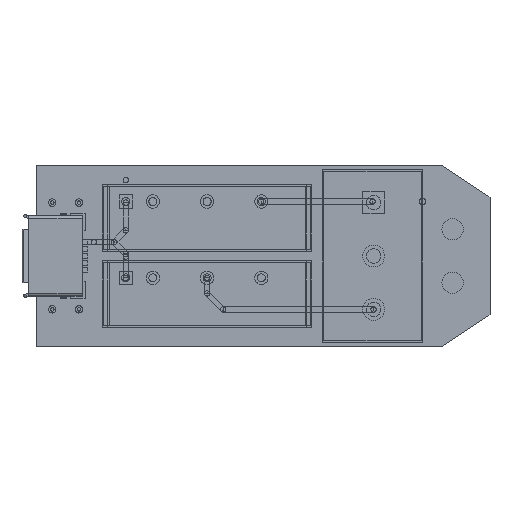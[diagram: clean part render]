
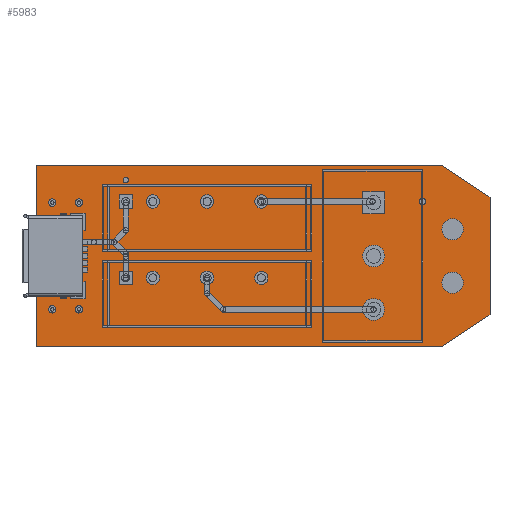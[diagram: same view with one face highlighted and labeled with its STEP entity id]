
A CAD part, top view. The second image highlights one B-rep face of the part: STEP entity #5983.
In plain terms, the highlighted planar face has unit normal (0, 0, 1).
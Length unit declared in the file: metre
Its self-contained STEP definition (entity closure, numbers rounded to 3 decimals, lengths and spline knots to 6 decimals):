
#4093 = EDGE_CURVE( '', #8108, #8109, #8110, .T. );
#4631 = EDGE_CURVE( '', #8955, #8108, #8956, .T. );
#5427 = EDGE_CURVE( '', #10042, #8955, #10085, .T. );
#5983 = ADVANCED_FACE( '', ( #10801 ), #10802, .T. );
#6099 = EDGE_CURVE( '', #8109, #10609, #10943, .T. );
#6255 = EDGE_CURVE( '', #11138, #10042, #11139, .T. );
#6597 = EDGE_CURVE( '', #10609, #11138, #11570, .T. );
#8108 = VERTEX_POINT( '', #12815 );
#8109 = VERTEX_POINT( '', #12816 );
#8110 = LINE( '', #12817, #12818 );
#8955 = VERTEX_POINT( '', #13949 );
#8956 = LINE( '', #13950, #13951 );
#10042 = VERTEX_POINT( '', #15481 );
#10085 = LINE( '', #15544, #15545 );
#10609 = VERTEX_POINT( '', #16294 );
#10801 = FACE_OUTER_BOUND( '', #16593, .T. );
#10802 = PLANE( '', #16594 );
#10943 = LINE( '', #16812, #16813 );
#11138 = VERTEX_POINT( '', #17092 );
#11139 = LINE( '', #17093, #17094 );
#11570 = LINE( '', #17712, #17713 );
#12815 = CARTESIAN_POINT( '', ( 0.0425, 0.003, -0.000035 ) );
#12816 = CARTESIAN_POINT( '', ( 0.038, 0., -0.000035 ) );
#12817 = CARTESIAN_POINT( '', ( 0.0425, 0.003, -0.000035 ) );
#12818 = VECTOR( '', #18866, 1. );
#13949 = CARTESIAN_POINT( '', ( 0.0425, 0.014, -0.000035 ) );
#13950 = CARTESIAN_POINT( '', ( 0.0425, 0.014, -0.000035 ) );
#13951 = VECTOR( '', #19899, 1. );
#15481 = CARTESIAN_POINT( '', ( 0.038, 0.017, -0.000035 ) );
#15544 = CARTESIAN_POINT( '', ( 0.038, 0.017, -0.000035 ) );
#15545 = VECTOR( '', #21300, 1. );
#16294 = CARTESIAN_POINT( '', ( 0., 0., -0.000035 ) );
#16593 = EDGE_LOOP( '', ( #22255, #22256, #22257, #22258, #22259, #22260 ) );
#16594 = AXIS2_PLACEMENT_3D( '', #22261, #22262, #22263 );
#16812 = CARTESIAN_POINT( '', ( 0.038, 0., -0.000035 ) );
#16813 = VECTOR( '', #22445, 1. );
#17092 = CARTESIAN_POINT( '', ( 0., 0.017, -0.000035 ) );
#17093 = CARTESIAN_POINT( '', ( 0., 0.017, -0.000035 ) );
#17094 = VECTOR( '', #22736, 1. );
#17712 = CARTESIAN_POINT( '', ( 0., 0., -0.000035 ) );
#17713 = VECTOR( '', #23369, 1. );
#18866 = DIRECTION( '', ( -0.832, -0.555, 0. ) );
#19899 = DIRECTION( '', ( 0., -1., 0. ) );
#21300 = DIRECTION( '', ( 0.832, -0.555, 0. ) );
#22255 = ORIENTED_EDGE( '', *, *, #6099, .F. );
#22256 = ORIENTED_EDGE( '', *, *, #4093, .F. );
#22257 = ORIENTED_EDGE( '', *, *, #4631, .F. );
#22258 = ORIENTED_EDGE( '', *, *, #5427, .F. );
#22259 = ORIENTED_EDGE( '', *, *, #6255, .F. );
#22260 = ORIENTED_EDGE( '', *, *, #6597, .F. );
#22261 = CARTESIAN_POINT( '', ( 0., 0., -0.000035 ) );
#22262 = DIRECTION( '', ( 0., 0., 1. ) );
#22263 = DIRECTION( '', ( 1., 0., 0. ) );
#22445 = DIRECTION( '', ( -1., 0., 0. ) );
#22736 = DIRECTION( '', ( 1., 0., 0. ) );
#23369 = DIRECTION( '', ( 0., 1., 0. ) );
